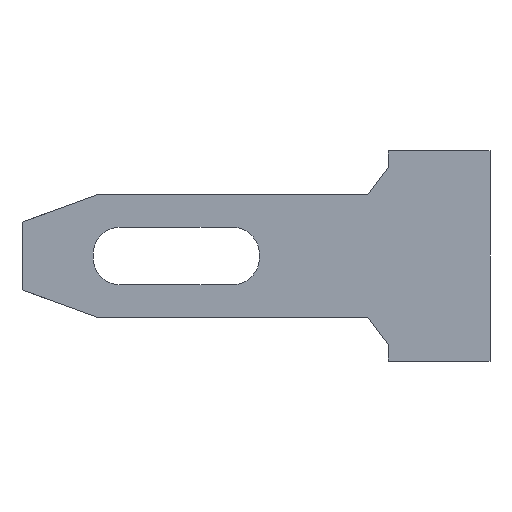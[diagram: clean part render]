
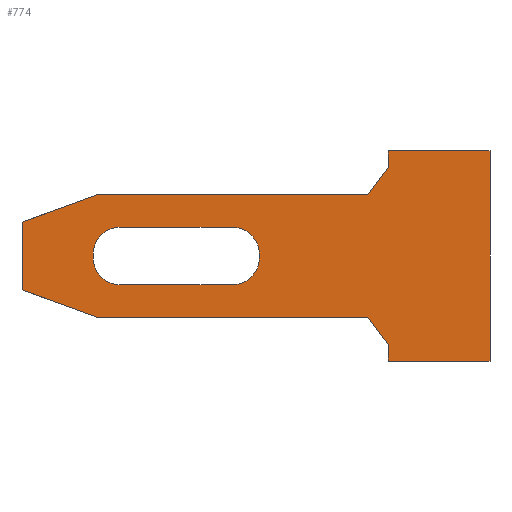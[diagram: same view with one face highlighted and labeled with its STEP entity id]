
A CAD part, front view. The second image highlights one B-rep face of the part: STEP entity #774.
In plain terms, the highlighted planar face has unit normal (0, -1, 0).
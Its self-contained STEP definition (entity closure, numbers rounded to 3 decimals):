
#17=FACE_BOUND('',#114,.T.);
#18=CIRCLE('',#810,4.);
#20=CIRCLE('',#814,4.);
#22=CIRCLE('',#818,4.);
#24=CIRCLE('',#822,4.);
#70=FACE_OUTER_BOUND('',#113,.T.);
#113=EDGE_LOOP('',(#677,#678,#679,#680,#681,#682,#683,#684,#685,#686,#687,
#688));
#114=EDGE_LOOP('',(#689,#690,#691,#692,#693,#694,#695,#696));
#167=LINE('',#1147,#265);
#172=LINE('',#1161,#270);
#176=LINE('',#1173,#274);
#180=LINE('',#1185,#278);
#183=LINE('',#1195,#281);
#186=LINE('',#1200,#284);
#188=LINE('',#1204,#286);
#191=LINE('',#1210,#289);
#194=LINE('',#1216,#292);
#197=LINE('',#1221,#295);
#199=LINE('',#1225,#297);
#202=LINE('',#1231,#300);
#205=LINE('',#1237,#303);
#208=LINE('',#1242,#306);
#210=LINE('',#1246,#308);
#212=LINE('',#1249,#310);
#265=VECTOR('',#932,10.);
#270=VECTOR('',#945,10.);
#274=VECTOR('',#957,10.);
#278=VECTOR('',#969,10.);
#281=VECTOR('',#980,10.);
#284=VECTOR('',#985,10.);
#286=VECTOR('',#989,10.);
#289=VECTOR('',#994,10.);
#292=VECTOR('',#999,10.);
#295=VECTOR('',#1004,10.);
#297=VECTOR('',#1008,10.);
#300=VECTOR('',#1013,10.);
#303=VECTOR('',#1018,10.);
#306=VECTOR('',#1023,10.);
#308=VECTOR('',#1027,10.);
#310=VECTOR('',#1031,10.);
#347=VERTEX_POINT('',#1145);
#348=VERTEX_POINT('',#1146);
#351=VERTEX_POINT('',#1154);
#353=VERTEX_POINT('',#1160);
#355=VERTEX_POINT('',#1166);
#357=VERTEX_POINT('',#1172);
#359=VERTEX_POINT('',#1178);
#361=VERTEX_POINT('',#1184);
#363=VERTEX_POINT('',#1193);
#364=VERTEX_POINT('',#1194);
#365=VERTEX_POINT('',#1199);
#366=VERTEX_POINT('',#1203);
#368=VERTEX_POINT('',#1209);
#370=VERTEX_POINT('',#1215);
#371=VERTEX_POINT('',#1220);
#372=VERTEX_POINT('',#1224);
#374=VERTEX_POINT('',#1230);
#376=VERTEX_POINT('',#1236);
#377=VERTEX_POINT('',#1241);
#378=VERTEX_POINT('',#1245);
#431=EDGE_CURVE('',#347,#348,#167,.T.);
#435=EDGE_CURVE('',#351,#347,#18,.T.);
#438=EDGE_CURVE('',#353,#351,#172,.T.);
#441=EDGE_CURVE('',#355,#353,#20,.T.);
#444=EDGE_CURVE('',#357,#355,#176,.T.);
#447=EDGE_CURVE('',#359,#357,#22,.T.);
#450=EDGE_CURVE('',#361,#359,#180,.T.);
#453=EDGE_CURVE('',#348,#361,#24,.T.);
#455=EDGE_CURVE('',#363,#364,#183,.T.);
#458=EDGE_CURVE('',#364,#365,#186,.T.);
#460=EDGE_CURVE('',#365,#366,#188,.T.);
#463=EDGE_CURVE('',#366,#368,#191,.T.);
#466=EDGE_CURVE('',#368,#370,#194,.T.);
#469=EDGE_CURVE('',#371,#370,#197,.T.);
#471=EDGE_CURVE('',#372,#371,#199,.T.);
#474=EDGE_CURVE('',#374,#372,#202,.T.);
#477=EDGE_CURVE('',#376,#374,#205,.T.);
#480=EDGE_CURVE('',#377,#376,#208,.T.);
#482=EDGE_CURVE('',#378,#377,#210,.T.);
#484=EDGE_CURVE('',#363,#378,#212,.T.);
#677=ORIENTED_EDGE('',*,*,#484,.F.);
#678=ORIENTED_EDGE('',*,*,#455,.T.);
#679=ORIENTED_EDGE('',*,*,#458,.T.);
#680=ORIENTED_EDGE('',*,*,#460,.T.);
#681=ORIENTED_EDGE('',*,*,#463,.T.);
#682=ORIENTED_EDGE('',*,*,#466,.T.);
#683=ORIENTED_EDGE('',*,*,#469,.F.);
#684=ORIENTED_EDGE('',*,*,#471,.F.);
#685=ORIENTED_EDGE('',*,*,#474,.F.);
#686=ORIENTED_EDGE('',*,*,#477,.F.);
#687=ORIENTED_EDGE('',*,*,#480,.F.);
#688=ORIENTED_EDGE('',*,*,#482,.F.);
#689=ORIENTED_EDGE('',*,*,#453,.F.);
#690=ORIENTED_EDGE('',*,*,#431,.F.);
#691=ORIENTED_EDGE('',*,*,#435,.F.);
#692=ORIENTED_EDGE('',*,*,#438,.F.);
#693=ORIENTED_EDGE('',*,*,#441,.F.);
#694=ORIENTED_EDGE('',*,*,#444,.F.);
#695=ORIENTED_EDGE('',*,*,#447,.F.);
#696=ORIENTED_EDGE('',*,*,#450,.F.);
#733=PLANE('',#837);
#774=ADVANCED_FACE('',(#70,#17),#733,.F.);
#810=AXIS2_PLACEMENT_3D('',#1155,#938,#939);
#814=AXIS2_PLACEMENT_3D('',#1167,#950,#951);
#818=AXIS2_PLACEMENT_3D('',#1179,#962,#963);
#822=AXIS2_PLACEMENT_3D('',#1190,#974,#975);
#837=AXIS2_PLACEMENT_3D('',#1251,#1034,#1035);
#932=DIRECTION('',(0.,0.,-1.));
#938=DIRECTION('center_axis',(0.,-1.,0.));
#939=DIRECTION('ref_axis',(-1.,0.,0.));
#945=DIRECTION('',(-1.,0.,0.));
#950=DIRECTION('center_axis',(0.,-1.,0.));
#951=DIRECTION('ref_axis',(0.,0.,1.));
#957=DIRECTION('',(0.,0.,1.));
#962=DIRECTION('center_axis',(0.,-1.,0.));
#963=DIRECTION('ref_axis',(1.,0.,0.));
#969=DIRECTION('',(1.,0.,0.));
#974=DIRECTION('center_axis',(0.,-1.,0.));
#975=DIRECTION('ref_axis',(0.,0.,-1.));
#980=DIRECTION('',(-1.,0.,0.));
#985=DIRECTION('',(0.,0.,-1.));
#989=DIRECTION('',(-0.6,0.,-0.8));
#994=DIRECTION('',(-1.,0.,0.));
#999=DIRECTION('',(-0.94,0.,-0.342));
#1004=DIRECTION('',(0.,0.,1.));
#1008=DIRECTION('',(-0.94,0.,0.342));
#1013=DIRECTION('',(-1.,0.,0.));
#1018=DIRECTION('',(-0.6,0.,0.8));
#1023=DIRECTION('',(0.,0.,1.));
#1027=DIRECTION('',(-1.,0.,0.));
#1031=DIRECTION('',(0.,0.,-1.));
#1034=DIRECTION('center_axis',(0.,1.,0.));
#1035=DIRECTION('ref_axis',(1.,0.,0.));
#1145=CARTESIAN_POINT('',(-24.,0.,0.25));
#1146=CARTESIAN_POINT('',(-24.,0.,-0.25));
#1147=CARTESIAN_POINT('',(-24.,0.,0.25));
#1154=CARTESIAN_POINT('',(-20.,0.,4.25));
#1155=CARTESIAN_POINT('Origin',(-20.,0.,0.25));
#1160=CARTESIAN_POINT('',(-3.5,0.,4.25));
#1161=CARTESIAN_POINT('',(-3.5,0.,4.25));
#1166=CARTESIAN_POINT('',(0.5,0.,0.25));
#1167=CARTESIAN_POINT('Origin',(-3.5,0.,0.25));
#1172=CARTESIAN_POINT('',(0.5,0.,-0.25));
#1173=CARTESIAN_POINT('',(0.5,0.,-0.25));
#1178=CARTESIAN_POINT('',(-3.5,0.,-4.25));
#1179=CARTESIAN_POINT('Origin',(-3.5,0.,-0.25));
#1184=CARTESIAN_POINT('',(-20.,0.,-4.25));
#1185=CARTESIAN_POINT('',(-20.,0.,-4.25));
#1190=CARTESIAN_POINT('Origin',(-20.,0.,-0.25));
#1193=CARTESIAN_POINT('',(34.5,0.,15.5));
#1194=CARTESIAN_POINT('',(19.5,0.,15.5));
#1195=CARTESIAN_POINT('',(34.5,0.,15.5));
#1199=CARTESIAN_POINT('',(19.5,0.,13.));
#1200=CARTESIAN_POINT('',(19.5,0.,15.5));
#1203=CARTESIAN_POINT('',(16.5,0.,9.));
#1204=CARTESIAN_POINT('',(19.5,0.,13.));
#1209=CARTESIAN_POINT('',(-23.5,0.,9.));
#1210=CARTESIAN_POINT('',(16.5,0.,9.));
#1215=CARTESIAN_POINT('',(-34.5,0.,5.));
#1216=CARTESIAN_POINT('',(-23.5,0.,9.));
#1220=CARTESIAN_POINT('',(-34.5,0.,-5.));
#1221=CARTESIAN_POINT('',(-34.5,0.,-13.));
#1224=CARTESIAN_POINT('',(-23.5,0.,-9.));
#1225=CARTESIAN_POINT('',(-23.5,0.,-9.));
#1230=CARTESIAN_POINT('',(16.5,0.,-9.));
#1231=CARTESIAN_POINT('',(16.5,0.,-9.));
#1236=CARTESIAN_POINT('',(19.5,0.,-13.));
#1237=CARTESIAN_POINT('',(19.5,0.,-13.));
#1241=CARTESIAN_POINT('',(19.5,0.,-15.5));
#1242=CARTESIAN_POINT('',(19.5,0.,-15.5));
#1245=CARTESIAN_POINT('',(34.5,0.,-15.5));
#1246=CARTESIAN_POINT('',(34.5,0.,-15.5));
#1249=CARTESIAN_POINT('',(34.5,0.,0.));
#1251=CARTESIAN_POINT('Origin',(0.,0.,0.));
